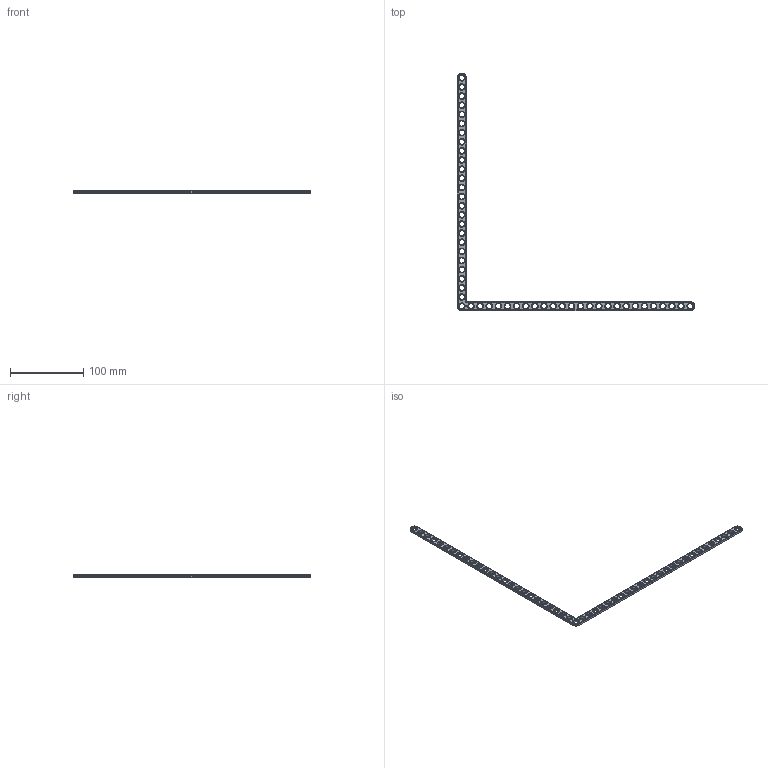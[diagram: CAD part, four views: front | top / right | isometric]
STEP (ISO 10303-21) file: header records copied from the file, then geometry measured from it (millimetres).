
FILE_DESCRIPTION(('FreeCAD Model'),'2;1');
FILE_NAME('Open CASCADE Shape Model','2024-02-09T22:47:54',(''),(''), 'Open CASCADE STEP processor 7.6','FreeCAD','Unknown');
FILE_SCHEMA(('AUTOMOTIVE_DESIGN { 1 0 10303 214 1 1 1 1 }'));
Products named in the file (1): Brace AGD 90 SYM ERR BU26x00.25 - SPN-BRC-0634 (stemfie.org)
Bounding box: 325 x 325 x 3.12 mm (x, y, z)
Volume: 17793.3 mm3; surface area: 19170.9 mm2
Topology: 1 solids, 1 shells, 815 faces, 2065 edges, 1338 vertices
Faces by surface type: plane 389, extrusion 210, cone 108, cylinder 108
Full cylindrical faces by diameter (mm): 7 x51, 9.2 x51
Entity records: 53062 total; most frequent: CARTESIAN_POINT 12540, DIRECTION 6789, VECTOR 4764, LINE 4554, ORIENTED_EDGE 4130, PCURVE 4130, DEFINITIONAL_REPRESENTATION 4130, EDGE_CURVE 2065
